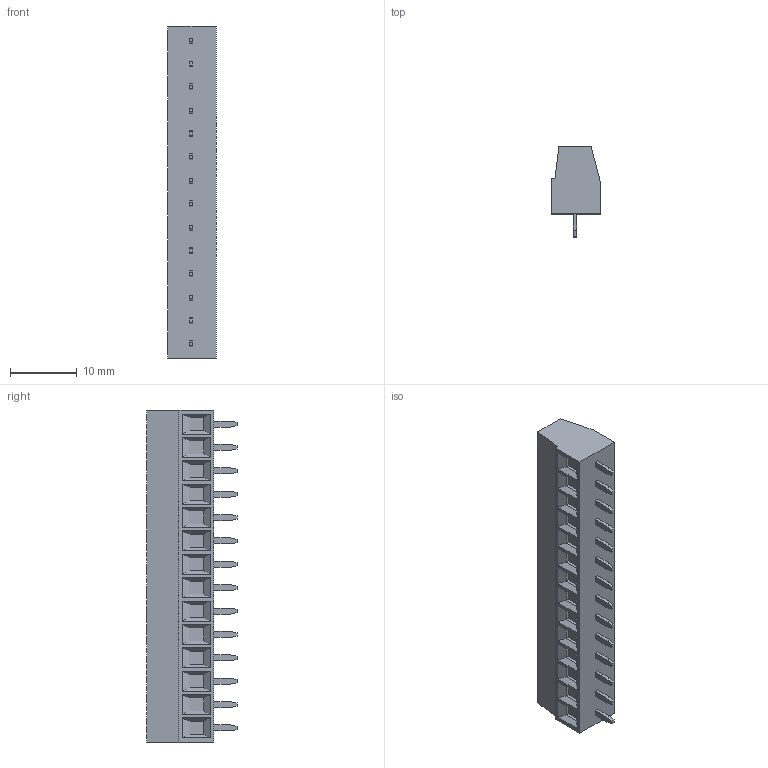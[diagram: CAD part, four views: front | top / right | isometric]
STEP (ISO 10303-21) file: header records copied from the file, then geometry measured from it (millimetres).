
FILE_DESCRIPTION((''),'2;1');
FILE_NAME('PRT0050','2024-10-31T',('yanfa'),(''),'PRO/ENGINEER BY PARAMETRIC TECHNOLOGY CORPORATION, 2009280','PRO/ENGINEER BY PARAMETRIC TECHNOLOGY CORPORATION, 2009280','');
FILE_SCHEMA(('AUTOMOTIVE_DESIGN_CC2 { 1 2 10303 214 -1 1 5 2 }'));
Length unit declared in the file: millimetre
Products named in the file (1): PRT0050
Bounding box: 7.3 x 13.5 x 49.7 mm (x, y, z)
Volume: 3070.8 mm3; surface area: 2404.4 mm2
Topology: 1 solids, 1 shells, 513 faces, 1197 edges, 742 vertices
Faces by surface type: plane 317, cylinder 112, cone 56, torus 28
Entity records: 14555 total; most frequent: CARTESIAN_POINT 2704, DIRECTION 2475, ORIENTED_EDGE 2394, EDGE_CURVE 1197, VECTOR 833, LINE 833, AXIS2_PLACEMENT_3D 821, VERTEX_POINT 742
